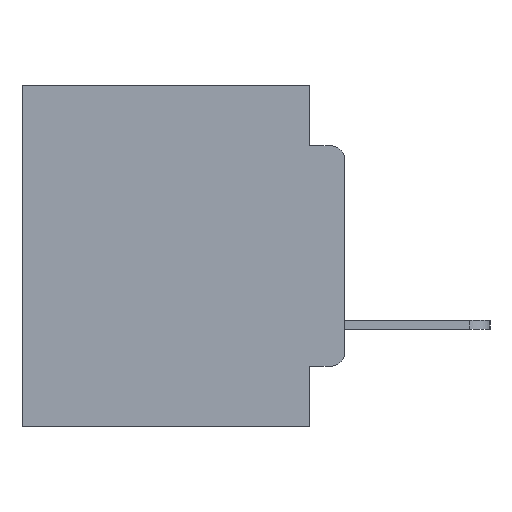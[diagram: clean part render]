
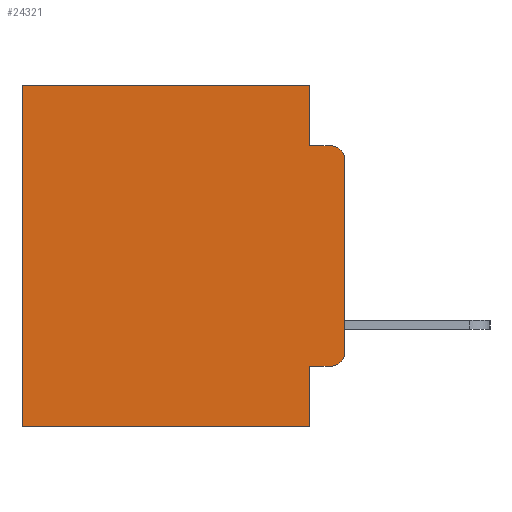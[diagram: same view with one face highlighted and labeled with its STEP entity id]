
A CAD part, left-side view. The second image highlights one B-rep face of the part: STEP entity #24321.
In plain terms, the highlighted planar face has unit normal (-1, 0, 0).
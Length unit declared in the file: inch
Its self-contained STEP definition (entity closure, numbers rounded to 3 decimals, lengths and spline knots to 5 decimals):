
#64 = CARTESIAN_POINT ( 'NONE',  ( 0.298, 0., 0. ) ) ;
#312 = DIRECTION ( 'NONE',  ( 0., 0., -1. ) ) ;
#1131 = FACE_OUTER_BOUND ( 'NONE', #5920, .T. ) ;
#1351 = DIRECTION ( 'NONE',  ( 0., 1., 0. ) ) ;
#1443 = VERTEX_POINT ( 'NONE', #7534 ) ;
#1565 = DIRECTION ( 'NONE',  ( 0., 0., -1. ) ) ;
#1725 = VERTEX_POINT ( 'NONE', #5110 ) ;
#1937 = VERTEX_POINT ( 'NONE', #23829 ) ;
#1975 = LINE ( 'NONE', #13046, #24634 ) ;
#2505 = VECTOR ( 'NONE', #312, 39.37008 ) ;
#3772 = ORIENTED_EDGE ( 'NONE', *, *, #18586, .T. ) ;
#4283 = ORIENTED_EDGE ( 'NONE', *, *, #22056, .T. ) ;
#4447 = LINE ( 'NONE', #14678, #21214 ) ;
#4739 = VECTOR ( 'NONE', #24372, 39.37008 ) ;
#4771 = CARTESIAN_POINT ( 'NONE',  ( 0.298, 0.02, -0.3915 ) ) ;
#5066 = ORIENTED_EDGE ( 'NONE', *, *, #16910, .T. ) ;
#5110 = CARTESIAN_POINT ( 'NONE',  ( 0.298, 0.051, -0.5 ) ) ;
#5198 = DIRECTION ( 'NONE',  ( 0., 0., -1. ) ) ;
#5814 = EDGE_CURVE ( 'NONE', #1937, #1725, #7719, .T. ) ;
#5920 = EDGE_LOOP ( 'NONE', ( #26648, #22699, #12814, #21775, #8143, #4283, #20510, #26976, #3772, #5066 ) ) ;
#6091 = CARTESIAN_POINT ( 'NONE',  ( 0.298, 0., 0. ) ) ;
#6100 = VERTEX_POINT ( 'NONE', #25368 ) ;
#6980 = LINE ( 'NONE', #24601, #21648 ) ;
#7030 = VECTOR ( 'NONE', #5198, 39.37008 ) ;
#7096 = CARTESIAN_POINT ( 'NONE',  ( 0.298, 0.02, -0.1085 ) ) ;
#7534 = CARTESIAN_POINT ( 'NONE',  ( 0.298, 0.473, -0.5 ) ) ;
#7719 = LINE ( 'NONE', #21680, #7030 ) ;
#8143 = ORIENTED_EDGE ( 'NONE', *, *, #8199, .T. ) ;
#8199 = EDGE_CURVE ( 'NONE', #17384, #18123, #10611, .T. ) ;
#8221 = CARTESIAN_POINT ( 'NONE',  ( 0.298, 0., 0. ) ) ;
#8445 = LINE ( 'NONE', #6091, #2505 ) ;
#9826 = LINE ( 'NONE', #23916, #20725 ) ;
#10047 = CIRCLE ( 'NONE', #24021, 0.02 ) ;
#10205 = EDGE_CURVE ( 'NONE', #17384, #15420, #9826, .T. ) ;
#10422 = VERTEX_POINT ( 'NONE', #19193 ) ;
#10530 = DIRECTION ( 'NONE',  ( 0., 0., -1. ) ) ;
#10611 = LINE ( 'NONE', #64, #4739 ) ;
#10684 = EDGE_CURVE ( 'NONE', #27410, #22556, #8445, .T. ) ;
#11393 = CIRCLE ( 'NONE', #27124, 0.02 ) ;
#12814 = ORIENTED_EDGE ( 'NONE', *, *, #27860, .F. ) ;
#12907 = CARTESIAN_POINT ( 'NONE',  ( 0.298, 0.473, 0. ) ) ;
#12914 = EDGE_CURVE ( 'NONE', #27410, #6100, #11393, .T. ) ;
#13046 = CARTESIAN_POINT ( 'NONE',  ( 0.298, 0.473, 0. ) ) ;
#13053 = DIRECTION ( 'NONE',  ( -1., 0., 0. ) ) ;
#13274 = AXIS2_PLACEMENT_3D ( 'NONE', #8221, #14857, #1565 ) ;
#14678 = CARTESIAN_POINT ( 'NONE',  ( 0.298, 0.051, -0.4115 ) ) ;
#14857 = DIRECTION ( 'NONE',  ( 1., 0., 0. ) ) ;
#15420 = VERTEX_POINT ( 'NONE', #21168 ) ;
#16910 = EDGE_CURVE ( 'NONE', #10422, #22556, #10047, .T. ) ;
#16978 = VECTOR ( 'NONE', #1351, 39.37008 ) ;
#17384 = VERTEX_POINT ( 'NONE', #18108 ) ;
#18050 = DIRECTION ( 'NONE',  ( 0., -1., 0. ) ) ;
#18108 = CARTESIAN_POINT ( 'NONE',  ( 0.298, 0.051, 0. ) ) ;
#18123 = VERTEX_POINT ( 'NONE', #12907 ) ;
#18483 = DIRECTION ( 'NONE',  ( 0., 0., -1. ) ) ;
#18586 = EDGE_CURVE ( 'NONE', #1937, #10422, #4447, .T. ) ;
#18755 = DIRECTION ( 'NONE',  ( 0., 0., -1. ) ) ;
#18836 = CARTESIAN_POINT ( 'NONE',  ( 0.298, 0., -0.1085 ) ) ;
#19193 = CARTESIAN_POINT ( 'NONE',  ( 0.298, 0.02, -0.4115 ) ) ;
#20197 = CARTESIAN_POINT ( 'NONE',  ( 0.298, 0., -0.3915 ) ) ;
#20353 = EDGE_CURVE ( 'NONE', #1725, #1443, #24066, .T. ) ;
#20510 = ORIENTED_EDGE ( 'NONE', *, *, #20353, .F. ) ;
#20725 = VECTOR ( 'NONE', #18755, 39.37008 ) ;
#21168 = CARTESIAN_POINT ( 'NONE',  ( 0.298, 0.051, -0.0885 ) ) ;
#21214 = VECTOR ( 'NONE', #22058, 39.37008 ) ;
#21648 = VECTOR ( 'NONE', #18050, 39.37008 ) ;
#21680 = CARTESIAN_POINT ( 'NONE',  ( 0.298, 0.051, 0. ) ) ;
#21775 = ORIENTED_EDGE ( 'NONE', *, *, #10205, .F. ) ;
#22056 = EDGE_CURVE ( 'NONE', #18123, #1443, #1975, .T. ) ;
#22058 = DIRECTION ( 'NONE',  ( 0., -1., 0. ) ) ;
#22556 = VERTEX_POINT ( 'NONE', #20197 ) ;
#22699 = ORIENTED_EDGE ( 'NONE', *, *, #12914, .T. ) ;
#23829 = CARTESIAN_POINT ( 'NONE',  ( 0.298, 0.051, -0.4115 ) ) ;
#23916 = CARTESIAN_POINT ( 'NONE',  ( 0.298, 0.051, 0. ) ) ;
#24021 = AXIS2_PLACEMENT_3D ( 'NONE', #4771, #13053, #18483 ) ;
#24066 = LINE ( 'NONE', #27505, #16978 ) ;
#24321 = ADVANCED_FACE ( 'NONE', ( #1131 ), #27722, .F. ) ;
#24372 = DIRECTION ( 'NONE',  ( 0., 1., 0. ) ) ;
#24601 = CARTESIAN_POINT ( 'NONE',  ( 0.298, 0.051, -0.0885 ) ) ;
#24634 = VECTOR ( 'NONE', #10530, 39.37008 ) ;
#24700 = DIRECTION ( 'NONE',  ( -1., 0., 0. ) ) ;
#25368 = CARTESIAN_POINT ( 'NONE',  ( 0.298, 0.02, -0.0885 ) ) ;
#26648 = ORIENTED_EDGE ( 'NONE', *, *, #10684, .F. ) ;
#26976 = ORIENTED_EDGE ( 'NONE', *, *, #5814, .F. ) ;
#27124 = AXIS2_PLACEMENT_3D ( 'NONE', #7096, #24700, #28263 ) ;
#27410 = VERTEX_POINT ( 'NONE', #18836 ) ;
#27505 = CARTESIAN_POINT ( 'NONE',  ( 0.298, 0., -0.5 ) ) ;
#27722 = PLANE ( 'NONE',  #13274 ) ;
#27860 = EDGE_CURVE ( 'NONE', #15420, #6100, #6980, .T. ) ;
#28263 = DIRECTION ( 'NONE',  ( 0., 0., -1. ) ) ;
